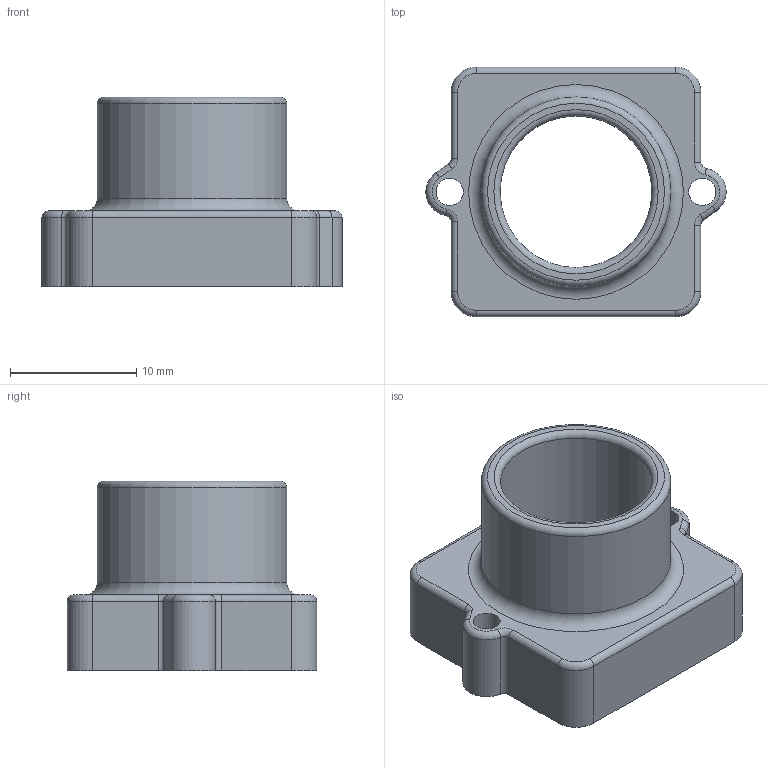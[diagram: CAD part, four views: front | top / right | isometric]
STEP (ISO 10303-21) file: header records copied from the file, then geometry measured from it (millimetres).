
FILE_DESCRIPTION( ( '' ), ' ' );
FILE_NAME( '5bc5afa939e82514ca414080.step', '2018-10-16T09:30:18', ( '' ), ( '' ), ' ', ' ', ' ' );
FILE_SCHEMA( ( 'AUTOMOTIVE_DESIGN { 1 0 10303 214 1 1 1 1 }' ) );
Length unit declared in the file: metre
Products named in the file (1): Part 1
Bounding box: 23.75 x 19.76 x 15 mm (x, y, z)
Volume: 1248 mm3; surface area: 2228.5 mm2
Topology: 1 solids, 1 shells, 71 faces, 180 edges, 113 vertices
Faces by surface type: cylinder 34, plane 24, torus 13
Full cylindrical faces by diameter (mm): 2.15 x2, 12 x1, 15 x1
Entity records: 2710 total; most frequent: DIRECTION 400, CARTESIAN_POINT 358, ORIENTED_EDGE 346, EDGE_CURVE 173, AXIS2_PLACEMENT_3D 155, VERTEX_POINT 113, LINE 90, VECTOR 90
